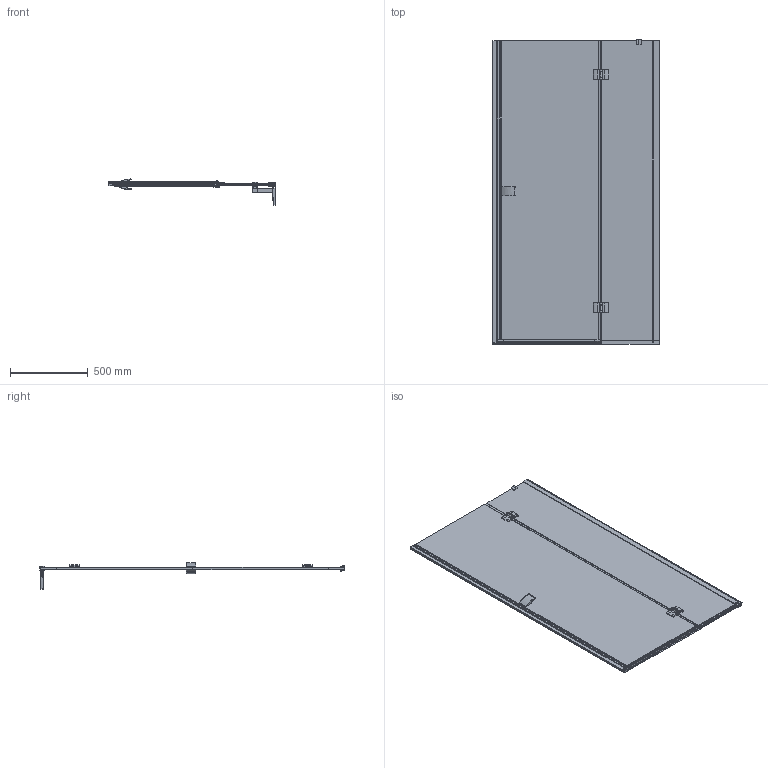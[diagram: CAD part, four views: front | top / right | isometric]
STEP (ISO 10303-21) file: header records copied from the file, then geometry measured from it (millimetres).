
FILE_DESCRIPTION (( 'STEP AP214' ), '1' );
FILE_NAME ('aqp11-1070x1950.STEP', '2020-04-17T09:08:29', ( '' ), ( '' ), 'SwSTEP 2.0', 'SolidWorks 2016', '' );
FILE_SCHEMA (( 'AUTOMOTIVE_DESIGN' ));
Length unit declared in the file: millimetre
Products named in the file (1): aqp11-1070x1950
Bounding box: 1070 x 1956.3 x 167.7 mm (x, y, z)
Volume: 15781836.8 mm3; surface area: 4729435.7 mm2
Topology: 2 solids, 12 shells, 2001 faces, 5460 edges, 3473 vertices
Faces by surface type: cylinder 761, plane 751, bspline 401, cone 88
Entity records: 322872 total; most frequent: CARTESIAN_POINT 256521, ORIENTED_EDGE 10866, DIRECTION 8357, EDGE_CURVE 5433, VERTEX_POINT 3473, AXIS2_PLACEMENT_3D 2824, VECTOR 2709, LINE 2709
